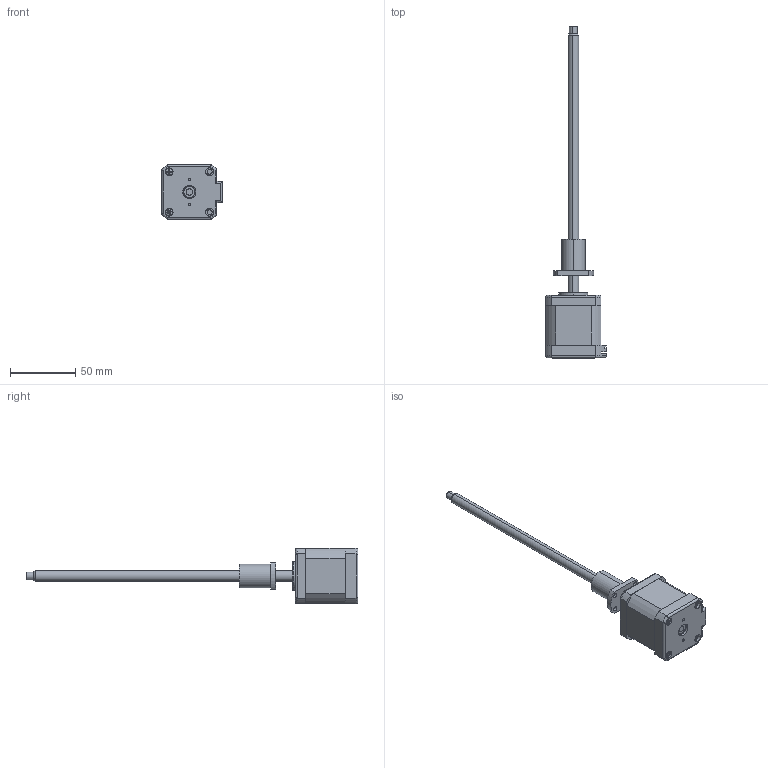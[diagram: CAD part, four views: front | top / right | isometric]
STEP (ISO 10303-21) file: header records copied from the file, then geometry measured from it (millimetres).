
FILE_DESCRIPTION (( 'STEP AP203' ), '1' );
FILE_NAME ('BE176S-B0805-200-FF1-S-200.STEP', '2021-06-02T08:18:51', ( '2012dnd.com' ), ( '2012dnd.com' ), 'SwSTEP 2.0', 'SolidWorks 2014', '' );
FILE_SCHEMA (( 'CONFIG_CONTROL_DESIGN' ));
Length unit declared in the file: millimetre
Products named in the file (1): BE176S-B0805-200-FF1-S-200
Bounding box: 46.2 x 253.8 x 42.2 mm (x, y, z)
Surface area: 25016.3 mm2 (no closed solid volume)
Topology: 0 solids, 15 shells, 257 faces, 872 edges, 617 vertices
Faces by surface type: plane 129, cylinder 88, cone 24, torus 12, sphere 4
Entity records: 9900 total; most frequent: CARTESIAN_POINT 2242, DIRECTION 1567, ORIENTED_EDGE 1438, EDGE_CURVE 872, VERTEX_POINT 617, LINE 543, VECTOR 543, AXIS2_PLACEMENT_3D 512
